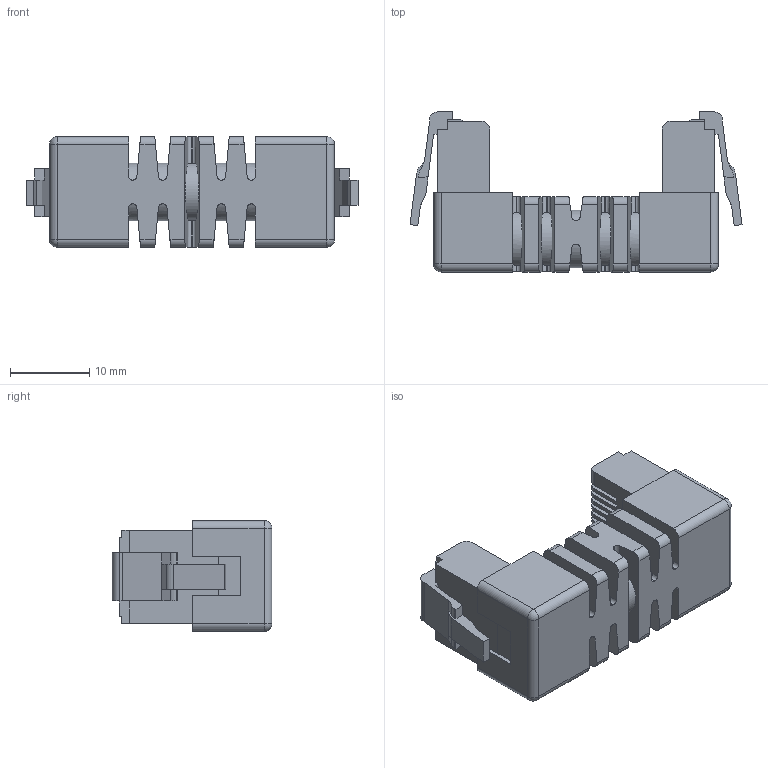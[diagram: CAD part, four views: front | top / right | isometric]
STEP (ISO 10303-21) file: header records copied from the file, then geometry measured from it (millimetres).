
FILE_DESCRIPTION((''),'2;1');
FILE_NAME('SIMPLIFIED_ASM','2018-05-23T',('danae.lavaud'),(''),'PRO/ENGINEER BY PARAMETRIC TECHNOLOGY CORPORATION, 2014090','PRO/ENGINEER BY PARAMETRIC TECHNOLOGY CORPORATION, 2014090','');
FILE_SCHEMA(('CONFIG_CONTROL_DESIGN'));
Length unit declared in the file: millimetre
Products named in the file (3): CORPS; PLUG; SIMPLIFIED_ASM
Assembly tree (2 placements, depth 2):
  SIMPLIFIED_ASM
    CORPS
    PLUG
Bounding box: 41.93 x 20.2 x 14 mm (x, y, z)
Volume: 6418.5 mm3; surface area: 4756.9 mm2
Topology: 3 solids, 3 shells, 364 faces, 1054 edges, 696 vertices
Faces by surface type: plane 242, cylinder 118, sphere 4
Entity records: 12392 total; most frequent: CARTESIAN_POINT 2755, ORIENTED_EDGE 2108, DIRECTION 1852, EDGE_CURVE 1054, VECTOR 818, LINE 818, VERTEX_POINT 696, AXIS2_PLACEMENT_3D 517
